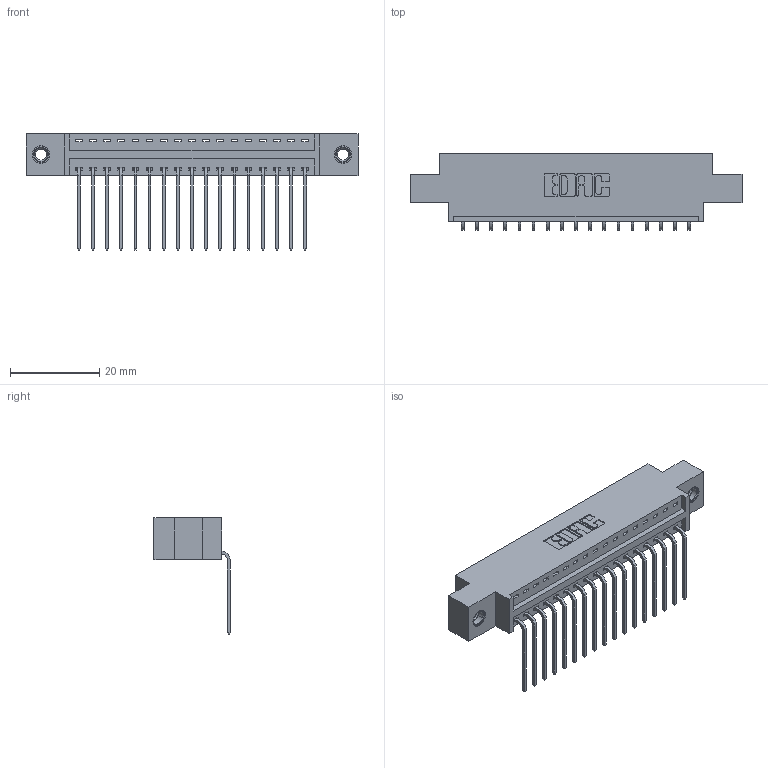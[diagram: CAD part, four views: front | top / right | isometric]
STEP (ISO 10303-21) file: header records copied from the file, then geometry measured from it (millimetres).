
FILE_DESCRIPTION (( 'STEP AP203' ), '1' );
FILE_NAME ('346-017-559-607.STEP', '2018-08-20T06:40:12', ( '' ), ( '' ), 'SwSTEP 2.0', 'SolidWorks 2016', '' );
FILE_SCHEMA (( 'CONFIG_CONTROL_DESIGN' ));
Length unit declared in the file: inch
Products named in the file (4): 345-250-001_345-250-005-103; 346-017-559-607; 346 Part_0.170 Offset - 0.156 Dia-TI; 345-292-001_558 559 Tail - 1
Assembly tree (20 placements, depth 2):
  346-017-559-607
    346 Part_0.170 Offset - 0.156 Dia-TI
    345-292-001_558 559 Tail - 1  x17
    345-250-001_345-250-005-103  x2
Bounding box: 74.55 x 17.08 x 26.16 mm (x, y, z)
Volume: 6852.3 mm3; surface area: 8827.5 mm2
Topology: 20 solids, 20 shells, 1206 faces, 3571 edges, 2350 vertices
Faces by surface type: plane 826, cylinder 364, cone 12, torus 4
Entity records: 15318 total; most frequent: CARTESIAN_POINT 2618, ORIENTED_EDGE 2562, DIRECTION 2365, EDGE_CURVE 1281, VECTOR 1061, LINE 1061, VERTEX_POINT 848, AXIS2_PLACEMENT_3D 652
